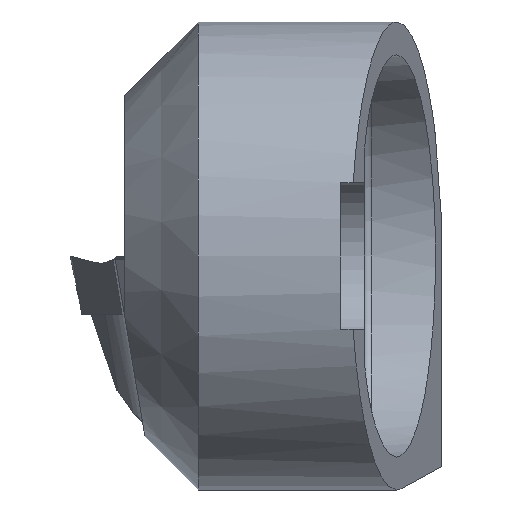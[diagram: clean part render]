
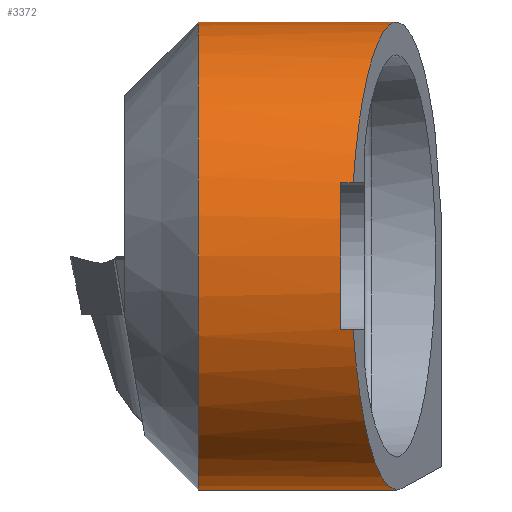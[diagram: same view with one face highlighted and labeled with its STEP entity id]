
A CAD part, front view. The second image highlights one B-rep face of the part: STEP entity #3372.
In plain terms, the highlighted cylindrical face has radius 6.4 mm (diameter 12.8 mm), a partial arc.
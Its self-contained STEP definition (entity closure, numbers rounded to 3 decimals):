
#131 = ORIENTED_EDGE ( 'NONE', *, *, #2850, .T. ) ;
#266 = ORIENTED_EDGE ( 'NONE', *, *, #3598, .T. ) ;
#279 = VECTOR ( 'NONE', #3680, 1000. ) ;
#308 = EDGE_LOOP ( 'NONE', ( #838, #131, #999, #1856, #3222, #266, #3263, #2372 ) ) ;
#367 = CARTESIAN_POINT ( 'NONE',  ( -0.306, -6.079, 2. ) ) ;
#387 = CARTESIAN_POINT ( 'NONE',  ( 0.876, 0., -6.4 ) ) ;
#655 = EDGE_CURVE ( 'NONE', #2268, #3206, #3125, .T. ) ;
#694 = VERTEX_POINT ( 'NONE', #3484 ) ;
#726 = VERTEX_POINT ( 'NONE', #3227 ) ;
#780 = AXIS2_PLACEMENT_3D ( 'NONE', #950, #2151, #2556 ) ;
#786 = VERTEX_POINT ( 'NONE', #1780 ) ;
#838 = ORIENTED_EDGE ( 'NONE', *, *, #2517, .F. ) ;
#864 = EDGE_CURVE ( 'NONE', #694, #3622, #2748, .T. ) ;
#868 = AXIS2_PLACEMENT_3D ( 'NONE', #1384, #2023, #3216 ) ;
#899 =( BOUNDED_CURVE ( )  B_SPLINE_CURVE ( 3, ( #367, #2830, #2519, #1316 ),
 .UNSPECIFIED., .F., .T. ) 
 B_SPLINE_CURVE_WITH_KNOTS ( ( 4, 4 ),
 ( 0.318, 1.571 ),
 .UNSPECIFIED. ) 
 CURVE ( )  GEOMETRIC_REPRESENTATION_ITEM ( )  RATIONAL_B_SPLINE_CURVE ( ( 1., 0.873, 0.873, 1. ) ) 
 REPRESENTATION_ITEM ( '' )  );
#950 = CARTESIAN_POINT ( 'NONE',  ( -4.55, 0., 0. ) ) ;
#999 = ORIENTED_EDGE ( 'NONE', *, *, #2017, .T. ) ;
#1022 =( BOUNDED_CURVE ( )  B_SPLINE_CURVE ( 3, ( #2568, #1406, #1731, #2006 ),
 .UNSPECIFIED., .F., .T. ) 
 B_SPLINE_CURVE_WITH_KNOTS ( ( 4, 4 ),
 ( 4.712, 5.965 ),
 .UNSPECIFIED. ) 
 CURVE ( )  GEOMETRIC_REPRESENTATION_ITEM ( )  RATIONAL_B_SPLINE_CURVE ( ( 1., 0.873, 0.873, 1. ) ) 
 REPRESENTATION_ITEM ( '' )  );
#1072 = CARTESIAN_POINT ( 'NONE',  ( -0.306, -6.079, -2. ) ) ;
#1089 = DIRECTION ( 'NONE',  ( -1., 0., 0. ) ) ;
#1149 = DIRECTION ( 'NONE',  ( -1., 0., 0. ) ) ;
#1286 = VECTOR ( 'NONE', #1089, 1000. ) ;
#1293 = LINE ( 'NONE', #3405, #279 ) ;
#1316 = CARTESIAN_POINT ( 'NONE',  ( 0.876, 0., 6.4 ) ) ;
#1384 = CARTESIAN_POINT ( 'NONE',  ( 2.12, 0., 0. ) ) ;
#1406 = CARTESIAN_POINT ( 'NONE',  ( 0.319, -2.864, -6.4 ) ) ;
#1557 = CIRCLE ( 'NONE', #780, 6.4 ) ;
#1687 = FACE_OUTER_BOUND ( 'NONE', #308, .T. ) ;
#1689 = VECTOR ( 'NONE', #1874, 1000. ) ;
#1731 = CARTESIAN_POINT ( 'NONE',  ( -0.132, -5.184, -4.721 ) ) ;
#1780 = CARTESIAN_POINT ( 'NONE',  ( -4.55, 0., -6.4 ) ) ;
#1832 = EDGE_CURVE ( 'NONE', #786, #3622, #1557, .T. ) ;
#1856 = ORIENTED_EDGE ( 'NONE', *, *, #655, .F. ) ;
#1874 = DIRECTION ( 'NONE',  ( -1., 0., 0. ) ) ;
#1939 = AXIS2_PLACEMENT_3D ( 'NONE', #3146, #2018, #1996 ) ;
#1996 = DIRECTION ( 'NONE',  ( 0., 0., -1. ) ) ;
#2006 = CARTESIAN_POINT ( 'NONE',  ( -0.306, -6.079, -2. ) ) ;
#2017 = EDGE_CURVE ( 'NONE', #3737, #3206, #2596, .T. ) ;
#2018 = DIRECTION ( 'NONE',  ( 1., 0., 0. ) ) ;
#2023 = DIRECTION ( 'NONE',  ( -1., 0., 0. ) ) ;
#2151 = DIRECTION ( 'NONE',  ( -1., 0., 0. ) ) ;
#2189 = CARTESIAN_POINT ( 'NONE',  ( -4.55, 0., 6.4 ) ) ;
#2254 = CARTESIAN_POINT ( 'NONE',  ( -0.65, -6.079, -2. ) ) ;
#2268 = VERTEX_POINT ( 'NONE', #3758 ) ;
#2372 = ORIENTED_EDGE ( 'NONE', *, *, #1832, .F. ) ;
#2517 = EDGE_CURVE ( 'NONE', #3674, #786, #3798, .T. ) ;
#2519 = CARTESIAN_POINT ( 'NONE',  ( 0.319, -2.864, 6.4 ) ) ;
#2556 = DIRECTION ( 'NONE',  ( 0., 0.105, -0.995 ) ) ;
#2563 = CYLINDRICAL_SURFACE ( 'NONE', #868, 6.4 ) ;
#2568 = CARTESIAN_POINT ( 'NONE',  ( 0.876, 0., -6.4 ) ) ;
#2596 = LINE ( 'NONE', #3802, #3060 ) ;
#2748 = LINE ( 'NONE', #3635, #1689 ) ;
#2830 = CARTESIAN_POINT ( 'NONE',  ( -0.132, -5.184, 4.721 ) ) ;
#2850 = EDGE_CURVE ( 'NONE', #3674, #3737, #1022, .T. ) ;
#3060 = VECTOR ( 'NONE', #1149, 1000. ) ;
#3125 = CIRCLE ( 'NONE', #1939, 6.4 ) ;
#3146 = CARTESIAN_POINT ( 'NONE',  ( -0.65, 0., 0. ) ) ;
#3206 = VERTEX_POINT ( 'NONE', #2254 ) ;
#3216 = DIRECTION ( 'NONE',  ( 0., 0., 1. ) ) ;
#3222 = ORIENTED_EDGE ( 'NONE', *, *, #3594, .T. ) ;
#3227 = CARTESIAN_POINT ( 'NONE',  ( -0.306, -6.079, 2. ) ) ;
#3263 = ORIENTED_EDGE ( 'NONE', *, *, #864, .T. ) ;
#3372 = ADVANCED_FACE ( 'NONE', ( #1687 ), #2563, .T. ) ;
#3405 = CARTESIAN_POINT ( 'NONE',  ( 2.12, -6.079, 2. ) ) ;
#3484 = CARTESIAN_POINT ( 'NONE',  ( 0.876, 0., 6.4 ) ) ;
#3594 = EDGE_CURVE ( 'NONE', #2268, #726, #1293, .T. ) ;
#3598 = EDGE_CURVE ( 'NONE', #726, #694, #899, .T. ) ;
#3622 = VERTEX_POINT ( 'NONE', #2189 ) ;
#3635 = CARTESIAN_POINT ( 'NONE',  ( 2.12, 0., 6.4 ) ) ;
#3674 = VERTEX_POINT ( 'NONE', #387 ) ;
#3680 = DIRECTION ( 'NONE',  ( 1., 0., 0. ) ) ;
#3737 = VERTEX_POINT ( 'NONE', #1072 ) ;
#3758 = CARTESIAN_POINT ( 'NONE',  ( -0.65, -6.079, 2. ) ) ;
#3798 = LINE ( 'NONE', #3817, #1286 ) ;
#3802 = CARTESIAN_POINT ( 'NONE',  ( 2.12, -6.079, -2. ) ) ;
#3817 = CARTESIAN_POINT ( 'NONE',  ( 2.12, 0., -6.4 ) ) ;
